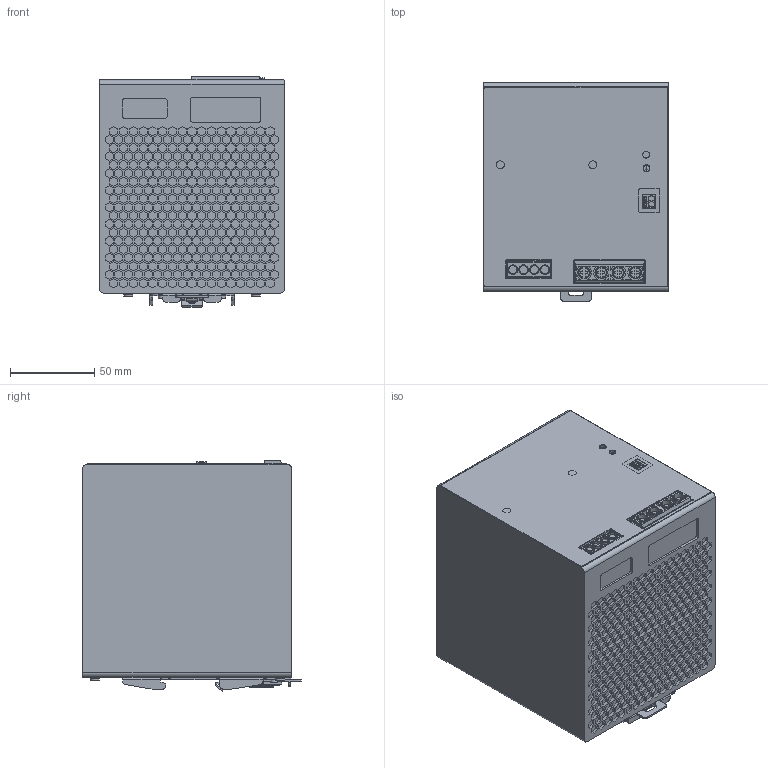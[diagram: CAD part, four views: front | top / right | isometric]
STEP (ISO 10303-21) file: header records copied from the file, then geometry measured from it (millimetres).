
FILE_DESCRIPTION (( 'STEP AP214' ), '1' );
FILE_NAME ('PSR-24-960-3.STEP', '2023-02-10T11:28:49', ( '' ), ( '' ), 'SwSTEP 2.0', 'SolidWorks 2021', '' );
FILE_SCHEMA (( 'AUTOMOTIVE_DESIGN' ));
Length unit declared in the file: inch
Products named in the file (1): PSR-24-960-3
Bounding box: 109.98 x 129.75 x 136.84 mm (x, y, z)
Volume: 1732408.5 mm3; surface area: 166906.1 mm2
Topology: 19 solids, 27 shells, 8269 faces, 21797 edges, 14396 vertices
Faces by surface type: plane 7498, cylinder 607, bspline 74, cone 54, torus 36
Full cylindrical faces by diameter (mm): 1.3 x2, 1.7 x16, 1.8 x4, 2 x6, 2.5 x4, 2.9 x1, 3 x9, 3.4 x5, 3.5 x1, 3.6 x4, 3.7 x1, 4 x6, 4.1 x5, 4.7 x10, 4.8 x4, 4.9 x4, 5.3 x8, 5.75 x4, 6 x1, 7.3 x4
Entity records: 263223 total; most frequent: CARTESIAN_POINT 59598, ORIENTED_EDGE 43152, DIRECTION 38452, EDGE_CURVE 21576, LINE 19558, VECTOR 19558, VERTEX_POINT 14332, AXIS2_PLACEMENT_3D 9447
